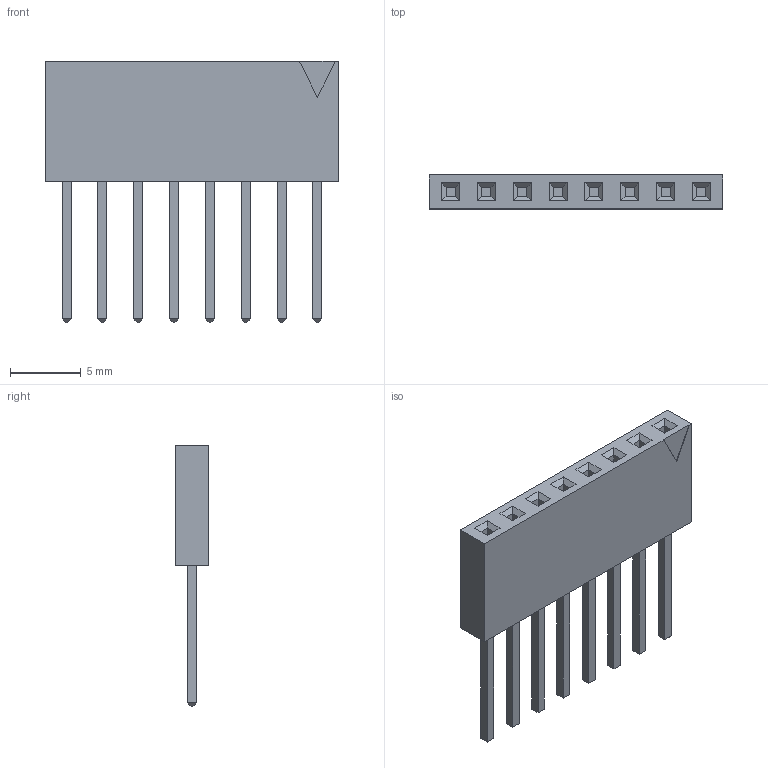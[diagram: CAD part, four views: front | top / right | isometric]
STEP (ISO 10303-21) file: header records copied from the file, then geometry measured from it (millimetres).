
FILE_DESCRIPTION(('FreeCAD Model'),'2;1');
FILE_NAME('373361.3.1.stp','2020-06-08T14:18:43',( 'Author'),(''),'Open CASCADE STEP processor 6.9','FreeCAD','Unknown' );
FILE_SCHEMA(('AUTOMOTIVE_DESIGN { 1 0 10303 214 1 1 1 1 }'));
Length unit declared in the file: millimetre
Products named in the file (3): ASSEMBLY; Body; LeadsArray
Assembly tree (2 placements, depth 2):
  ASSEMBLY
    Body
    LeadsArray
Bounding box: 20.83 x 2.41 x 18.51 mm (x, y, z)
Volume: 441.2 mm3; surface area: 875.3 mm2
Topology: 9 solids, 9 shells, 161 faces, 341 edges, 206 vertices
Faces by surface type: plane 161
Entity records: 8691 total; most frequent: CARTESIAN_POINT 1393, DIRECTION 1351, LINE 1023, VECTOR 1023, ORIENTED_EDGE 682, PCURVE 682, DEFINITIONAL_REPRESENTATION 682, EDGE_CURVE 341
